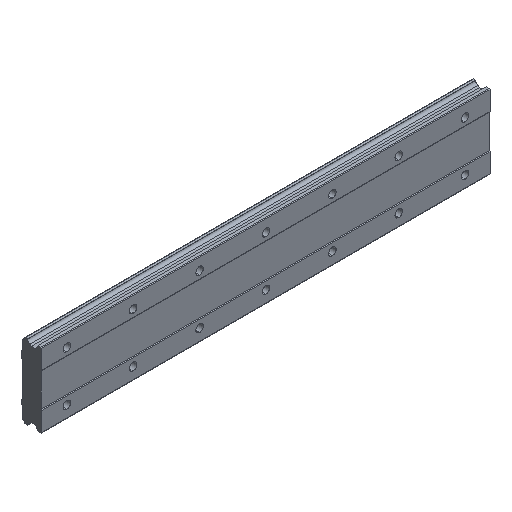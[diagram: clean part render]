
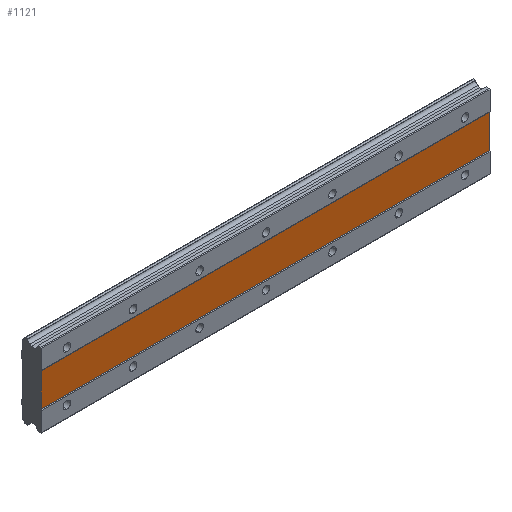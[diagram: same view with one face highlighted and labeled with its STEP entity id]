
A CAD part, isometric view. The second image highlights one B-rep face of the part: STEP entity #1121.
In plain terms, the highlighted planar face has unit normal (0, -1, 0).
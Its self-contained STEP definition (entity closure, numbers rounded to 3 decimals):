
#415 = AXIS2_PLACEMENT_3D ( 'NONE', #632, #1655, #2417 ) ;
#430 = PLANE ( 'NONE',  #415 ) ;
#562 = LINE ( 'NONE', #828, #2551 ) ;
#572 = ORIENTED_EDGE ( 'NONE', *, *, #855, .F. ) ;
#587 = VERTEX_POINT ( 'NONE', #794 ) ;
#632 = CARTESIAN_POINT ( 'NONE',  ( 510., 1., 20. ) ) ;
#700 = CARTESIAN_POINT ( 'NONE',  ( 510., 1., 20. ) ) ;
#794 = CARTESIAN_POINT ( 'NONE',  ( -30., 1., -20. ) ) ;
#828 = CARTESIAN_POINT ( 'NONE',  ( 510., 1., 20. ) ) ;
#855 = EDGE_CURVE ( 'NONE', #587, #2736, #1764, .T. ) ;
#862 = CARTESIAN_POINT ( 'NONE',  ( -30., 1., 20. ) ) ;
#948 = FACE_OUTER_BOUND ( 'NONE', #3298, .T. ) ;
#957 = EDGE_CURVE ( 'NONE', #2746, #2441, #562, .T. ) ;
#1022 = EDGE_CURVE ( 'NONE', #2736, #2746, #2434, .T. ) ;
#1038 = ORIENTED_EDGE ( 'NONE', *, *, #1143, .F. ) ;
#1053 = DIRECTION ( 'NONE',  ( 0., 0., 1. ) ) ;
#1121 = ADVANCED_FACE ( 'NONE', ( #948 ), #430, .F. ) ;
#1143 = EDGE_CURVE ( 'NONE', #2441, #587, #2941, .T. ) ;
#1508 = CARTESIAN_POINT ( 'NONE',  ( 510., 1., -20. ) ) ;
#1560 = CARTESIAN_POINT ( 'NONE',  ( -30., 1., 20. ) ) ;
#1655 = DIRECTION ( 'NONE',  ( 0., 1., 0. ) ) ;
#1764 = LINE ( 'NONE', #1560, #2020 ) ;
#1852 = ORIENTED_EDGE ( 'NONE', *, *, #957, .F. ) ;
#2020 = VECTOR ( 'NONE', #1053, 1000. ) ;
#2120 = ORIENTED_EDGE ( 'NONE', *, *, #1022, .F. ) ;
#2155 = DIRECTION ( 'NONE',  ( 0., 0., -1. ) ) ;
#2417 = DIRECTION ( 'NONE',  ( 0., 0., 1. ) ) ;
#2434 = LINE ( 'NONE', #700, #2499 ) ;
#2441 = VERTEX_POINT ( 'NONE', #3034 ) ;
#2499 = VECTOR ( 'NONE', #2992, 1000. ) ;
#2551 = VECTOR ( 'NONE', #2155, 1000. ) ;
#2623 = CARTESIAN_POINT ( 'NONE',  ( 510., 1., 20. ) ) ;
#2736 = VERTEX_POINT ( 'NONE', #862 ) ;
#2746 = VERTEX_POINT ( 'NONE', #2623 ) ;
#2769 = VECTOR ( 'NONE', #3326, 1000. ) ;
#2941 = LINE ( 'NONE', #1508, #2769 ) ;
#2992 = DIRECTION ( 'NONE',  ( 1., 0., 0. ) ) ;
#3034 = CARTESIAN_POINT ( 'NONE',  ( 510., 1., -20. ) ) ;
#3298 = EDGE_LOOP ( 'NONE', ( #1038, #1852, #2120, #572 ) ) ;
#3326 = DIRECTION ( 'NONE',  ( -1., 0., 0. ) ) ;
